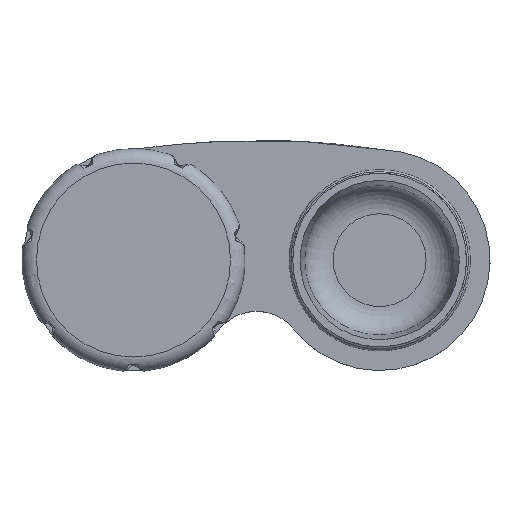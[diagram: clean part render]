
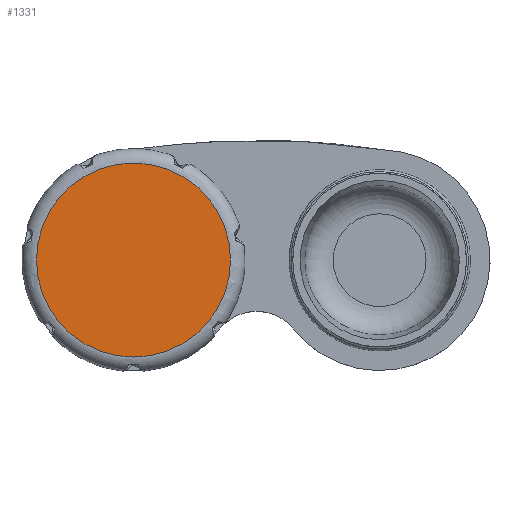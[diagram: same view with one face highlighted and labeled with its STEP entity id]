
A CAD part, top view. The second image highlights one B-rep face of the part: STEP entity #1331.
In plain terms, the highlighted planar face has unit normal (0, 0, 1).
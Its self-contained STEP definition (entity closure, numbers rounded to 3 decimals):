
#37=PLANE('',#1434);
#140=FACE_OUTER_BOUND('',#221,.T.);
#221=EDGE_LOOP('',(#1083));
#462=CIRCLE('',#1397,13.4);
#518=VERTEX_POINT('',#2224);
#659=EDGE_CURVE('',#518,#518,#462,.T.);
#1083=ORIENTED_EDGE('',*,*,#659,.F.);
#1331=ADVANCED_FACE('',(#140),#37,.T.);
#1397=AXIS2_PLACEMENT_3D('',#2225,#1513,#1514);
#1434=AXIS2_PLACEMENT_3D('',#3815,#1588,#1589);
#1513=DIRECTION('center_axis',(0.,0.,-1.));
#1514=DIRECTION('ref_axis',(0.,1.,0.));
#1588=DIRECTION('center_axis',(0.,0.,1.));
#1589=DIRECTION('ref_axis',(-1.,0.,0.));
#2224=CARTESIAN_POINT('',(-32.853,-0.002,12.));
#2225=CARTESIAN_POINT('Origin',(-19.453,-0.002,
12.));
#3815=CARTESIAN_POINT('Origin',(-19.453,-0.002,
12.));
